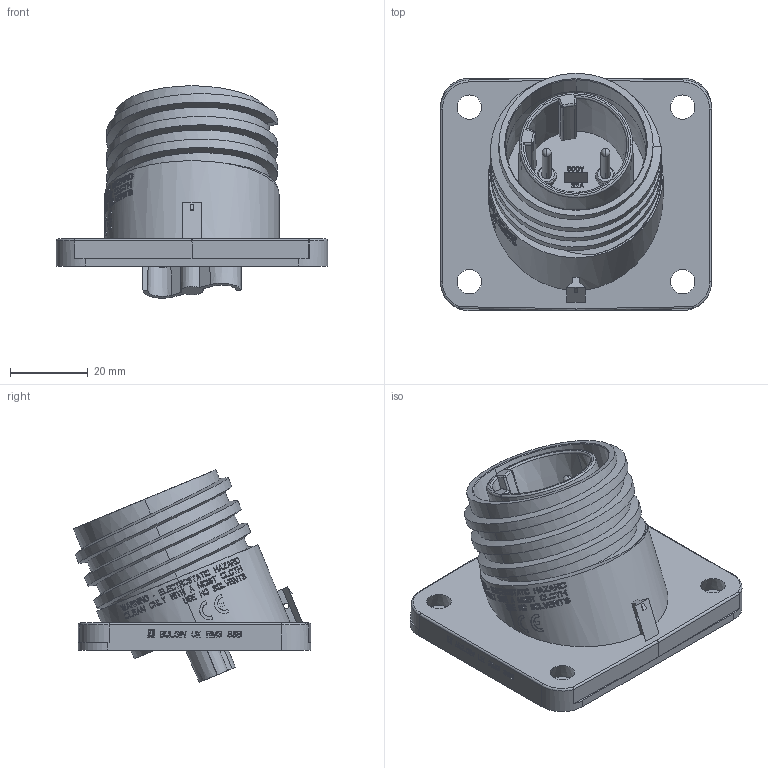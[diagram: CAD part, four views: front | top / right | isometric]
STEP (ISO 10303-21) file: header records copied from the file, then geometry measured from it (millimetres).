
FILE_DESCRIPTION(('STEP AP242'),'1');
FILE_NAME('px0941-02-p.stp','2024-05-02T20:19:44',('TraceParts'),('TraceParts S.A.'),'Spatial InterOp 3D',' ',' ');
FILE_SCHEMA(('AP242_MANAGED_MODEL_BASED_3D_ENGINEERING_MIM_LF {1 0 10303 442 1 1 4}'));
Length unit declared in the file: millimetre
Products named in the file (1): px0941-02-p
Bounding box: 70 x 61.21 x 54.81 mm (x, y, z)
Volume: 47996.7 mm3; surface area: 29703.8 mm2
Topology: 1 solids, 2 shells, 3187 faces, 8915 edges, 5914 vertices
Faces by surface type: plane 2873, cylinder 225, cone 53, torus 13, sphere 13, bspline 10
Entity records: 108609 total; most frequent: CARTESIAN_POINT 28768, ORIENTED_EDGE 17806, DIRECTION 14645, EDGE_CURVE 8903, LINE 6345, VECTOR 6345, VERTEX_POINT 5914, AXIS2_PLACEMENT_3D 4150
